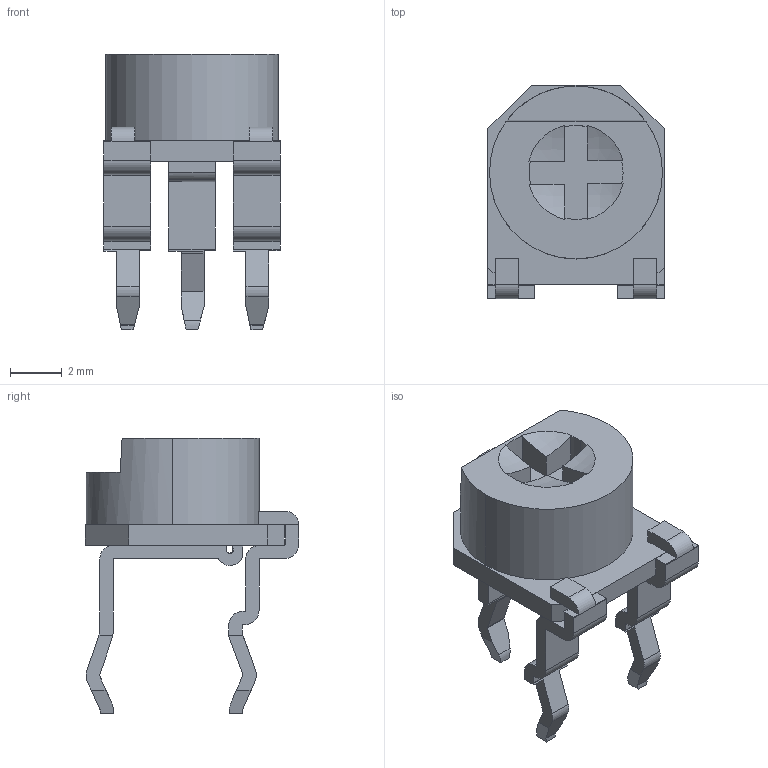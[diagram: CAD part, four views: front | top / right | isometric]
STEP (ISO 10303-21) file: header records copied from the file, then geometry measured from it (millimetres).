
FILE_DESCRIPTION (( 'STEP AP214' ), '1' );
FILE_NAME ('User Library-Trimmer, 3306F-1.STEP', '2016-02-07T01:16:12', ( 'Windows User' ), ( '' ), 'SwSTEP 2.0', 'SolidWorks 2016', '' );
FILE_SCHEMA (( 'AUTOMOTIVE_DESIGN' ));
Length unit declared in the file: millimetre
Products named in the file (6): User Library-Trimmer, 3306F-1_5_2; User Library-Trimmer, 3306F-1_4_2; User Library-Trimmer, 3306F-1_3_2; User Library-Trimmer, 3306F-1_2_2; User Library-Trimmer, 3306F-1_1_2; User Library-Trimmer, 3306F-1
Assembly tree (5 placements, depth 2):
  User Library-Trimmer, 3306F-1
    User Library-Trimmer, 3306F-1_1_2
    User Library-Trimmer, 3306F-1_2_2
    User Library-Trimmer, 3306F-1_3_2
    User Library-Trimmer, 3306F-1_4_2
    User Library-Trimmer, 3306F-1_5_2
Bounding box: 6.81 x 8.25 x 10.65 mm (x, y, z)
Volume: 166.6 mm3; surface area: 408.9 mm2
Topology: 5 solids, 5 shells, 172 faces, 471 edges, 310 vertices
Faces by surface type: plane 115, cylinder 39, bspline 18
Entity records: 7734 total; most frequent: CARTESIAN_POINT 1336, ORIENTED_EDGE 942, DIRECTION 830, EDGE_CURVE 471, VECTOR 330, LINE 330, VERTEX_POINT 310, AXIS2_PLACEMENT_3D 250
